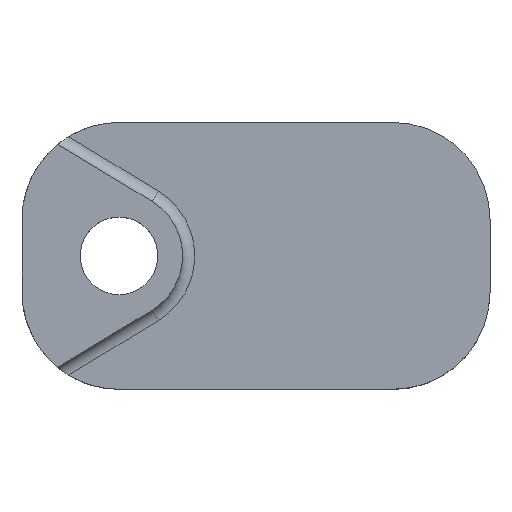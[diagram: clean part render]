
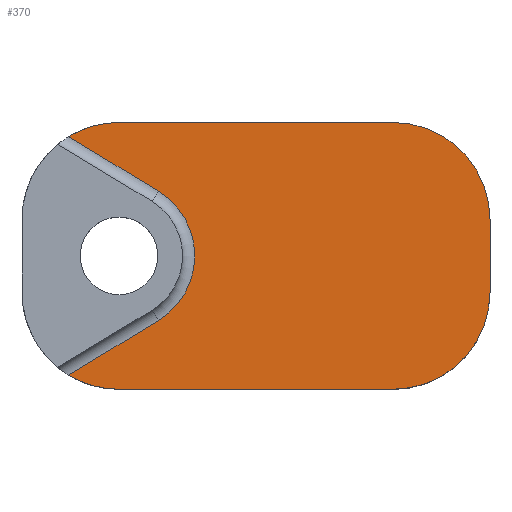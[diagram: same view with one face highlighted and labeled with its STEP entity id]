
A CAD part, top view. The second image highlights one B-rep face of the part: STEP entity #370.
In plain terms, the highlighted planar face has unit normal (0, 0, 1).
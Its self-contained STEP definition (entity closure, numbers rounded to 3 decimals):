
#28=PLANE('',#409);
#49=FACE_OUTER_BOUND('',#72,.T.);
#72=EDGE_LOOP('',(#333,#334,#335,#336,#337,#338,#339,#340,#341,#342));
#75=LINE('',#524,#107);
#77=LINE('',#556,#109);
#91=LINE('',#593,#123);
#105=LINE('',#638,#137);
#106=LINE('',#640,#138);
#107=VECTOR('',#416,10.);
#109=VECTOR('',#428,10.);
#123=VECTOR('',#462,10.);
#137=VECTOR('',#512,10.);
#138=VECTOR('',#515,10.);
#141=CIRCLE('',#377,3.125);
#144=CIRCLE('',#385,4.);
#147=CIRCLE('',#391,4.);
#150=CIRCLE('',#395,4.);
#155=CIRCLE('',#404,4.);
#157=VERTEX_POINT('',#521);
#158=VERTEX_POINT('',#523);
#161=VERTEX_POINT('',#539);
#163=VERTEX_POINT('',#545);
#168=VERTEX_POINT('',#573);
#169=VERTEX_POINT('',#574);
#176=VERTEX_POINT('',#592);
#177=VERTEX_POINT('',#596);
#181=VERTEX_POINT('',#606);
#189=VERTEX_POINT('',#630);
#191=EDGE_CURVE('',#157,#158,#75,.T.);
#195=EDGE_CURVE('',#161,#157,#141,.T.);
#198=EDGE_CURVE('',#163,#161,#77,.T.);
#207=EDGE_CURVE('',#168,#169,#144,.T.);
#216=EDGE_CURVE('',#176,#169,#91,.T.);
#218=EDGE_CURVE('',#176,#177,#147,.T.);
#224=EDGE_CURVE('',#181,#163,#150,.T.);
#235=EDGE_CURVE('',#158,#189,#155,.T.);
#239=EDGE_CURVE('',#181,#177,#105,.T.);
#240=EDGE_CURVE('',#168,#189,#106,.T.);
#333=ORIENTED_EDGE('',*,*,#198,.F.);
#334=ORIENTED_EDGE('',*,*,#224,.F.);
#335=ORIENTED_EDGE('',*,*,#239,.T.);
#336=ORIENTED_EDGE('',*,*,#218,.F.);
#337=ORIENTED_EDGE('',*,*,#216,.T.);
#338=ORIENTED_EDGE('',*,*,#207,.F.);
#339=ORIENTED_EDGE('',*,*,#240,.T.);
#340=ORIENTED_EDGE('',*,*,#235,.F.);
#341=ORIENTED_EDGE('',*,*,#191,.F.);
#342=ORIENTED_EDGE('',*,*,#195,.F.);
#370=ADVANCED_FACE('',(#49),#28,.T.);
#377=AXIS2_PLACEMENT_3D('',#541,#422,#423);
#385=AXIS2_PLACEMENT_3D('',#575,#446,#447);
#391=AXIS2_PLACEMENT_3D('',#597,#466,#467);
#395=AXIS2_PLACEMENT_3D('',#608,#477,#478);
#404=AXIS2_PLACEMENT_3D('',#631,#501,#502);
#409=AXIS2_PLACEMENT_3D('',#641,#516,#517);
#416=DIRECTION('',(-0.855,0.519,0.));
#422=DIRECTION('center_axis',(0.,0.,1.));
#423=DIRECTION('ref_axis',(1.,0.,0.));
#428=DIRECTION('',(0.855,0.519,0.));
#446=DIRECTION('center_axis',(0.,0.,-1.));
#447=DIRECTION('ref_axis',(0.707,0.707,0.));
#462=DIRECTION('',(0.,1.,0.));
#466=DIRECTION('center_axis',(0.,0.,-1.));
#467=DIRECTION('ref_axis',(0.707,-0.707,0.));
#477=DIRECTION('center_axis',(0.,0.,-1.));
#478=DIRECTION('ref_axis',(-0.707,-0.707,0.));
#501=DIRECTION('center_axis',(0.,0.,-1.));
#502=DIRECTION('ref_axis',(-0.707,0.707,0.));
#512=DIRECTION('',(1.,0.,0.));
#515=DIRECTION('',(-1.,0.,0.));
#516=DIRECTION('center_axis',(0.,0.,1.));
#517=DIRECTION('ref_axis',(-1.,0.,0.));
#521=CARTESIAN_POINT('',(-154.578,-118.929,-46.2));
#523=CARTESIAN_POINT('',(-158.278,-116.682,-46.2));
#524=CARTESIAN_POINT('',(-152.514,-120.182,-46.2));
#539=CARTESIAN_POINT('',(-154.578,-124.271,-46.2));
#541=CARTESIAN_POINT('Origin',(-156.2,-121.6,-46.2));
#545=CARTESIAN_POINT('',(-158.278,-126.518,-46.2));
#556=CARTESIAN_POINT('',(-155.195,-124.646,-46.2));
#573=CARTESIAN_POINT('',(-144.9,-116.1,-46.2));
#574=CARTESIAN_POINT('',(-140.9,-120.1,-46.2));
#575=CARTESIAN_POINT('Origin',(-144.9,-120.1,-46.2));
#592=CARTESIAN_POINT('',(-140.9,-123.1,-46.2));
#593=CARTESIAN_POINT('',(-140.9,-127.1,-46.2));
#596=CARTESIAN_POINT('',(-144.9,-127.1,-46.2));
#597=CARTESIAN_POINT('Origin',(-144.9,-123.1,-46.2));
#606=CARTESIAN_POINT('',(-156.2,-127.1,-46.2));
#608=CARTESIAN_POINT('Origin',(-156.2,-123.1,-46.2));
#630=CARTESIAN_POINT('',(-156.2,-116.1,-46.2));
#631=CARTESIAN_POINT('Origin',(-156.2,-120.1,-46.2));
#638=CARTESIAN_POINT('',(-160.2,-127.1,-46.2));
#640=CARTESIAN_POINT('',(-140.9,-116.1,-46.2));
#641=CARTESIAN_POINT('Origin',(-150.55,-121.6,-46.2));
